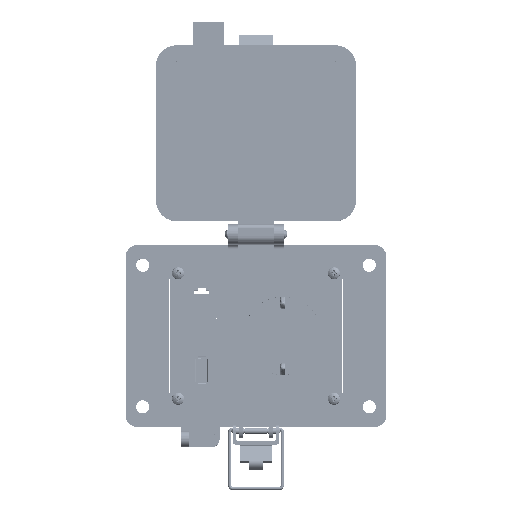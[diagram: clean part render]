
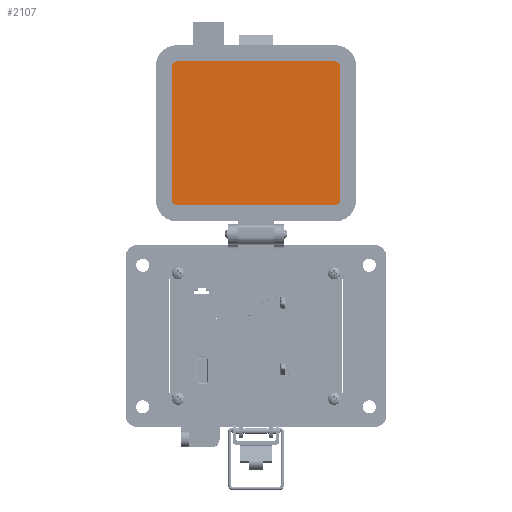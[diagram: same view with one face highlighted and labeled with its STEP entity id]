
A CAD part, top view. The second image highlights one B-rep face of the part: STEP entity #2107.
In plain terms, the highlighted planar face has unit normal (0, 0, 1).
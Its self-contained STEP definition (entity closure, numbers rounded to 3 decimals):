
#2107 = ADVANCED_FACE ( 'NONE', ( #88294 ), #102874, .T. ) ;
#3712 = AXIS2_PLACEMENT_3D ( 'NONE', #28657, #84220, #36613 ) ;
#4642 = CARTESIAN_POINT ( 'NONE',  ( 39.871, 130.108, 19.202 ) ) ;
#5004 = EDGE_CURVE ( 'NONE', #8147, #94995, #84608, .T. ) ;
#6163 = VECTOR ( 'NONE', #79786, 1000. ) ;
#7554 = LINE ( 'NONE', #52168, #47253 ) ;
#8147 = VERTEX_POINT ( 'NONE', #23383 ) ;
#9692 = AXIS2_PLACEMENT_3D ( 'NONE', #54378, #31019, #62040 ) ;
#10218 = CARTESIAN_POINT ( 'NONE',  ( 35.912, 128.688, 19.202 ) ) ;
#11274 = EDGE_CURVE ( 'NONE', #73273, #97959, #30206, .T. ) ;
#13963 = LINE ( 'NONE', #88175, #100828 ) ;
#18001 = CARTESIAN_POINT ( 'NONE',  ( -42.469, 57.705, 19.202 ) ) ;
#19555 = LINE ( 'NONE', #27795, #101381 ) ;
#21572 = EDGE_CURVE ( 'NONE', #94995, #73273, #7554, .T. ) ;
#23383 = CARTESIAN_POINT ( 'NONE',  ( 38.212, 60.004, 19.202 ) ) ;
#24770 = AXIS2_PLACEMENT_3D ( 'NONE', #4642, #65972, #101091 ) ;
#26369 = ORIENTED_EDGE ( 'NONE', *, *, #42054, .F. ) ;
#27249 = LINE ( 'NONE', #71844, #6163 ) ;
#27795 = CARTESIAN_POINT ( 'NONE',  ( -44.769, 93.196, 19.202 ) ) ;
#28657 = CARTESIAN_POINT ( 'NONE',  ( -42.469, 126.389, 19.202 ) ) ;
#30015 = ORIENTED_EDGE ( 'NONE', *, *, #21572, .F. ) ;
#30206 = CIRCLE ( 'NONE', #88514, 2.299 ) ;
#30408 = VERTEX_POINT ( 'NONE', #42344 ) ;
#30760 = DIRECTION ( 'NONE',  ( 0., 0., -1. ) ) ;
#31017 = CARTESIAN_POINT ( 'NONE',  ( -42.469, 128.688, 19.202 ) ) ;
#31019 = DIRECTION ( 'NONE',  ( 0., 0., -1. ) ) ;
#31120 = ORIENTED_EDGE ( 'NONE', *, *, #11274, .F. ) ;
#33739 = CARTESIAN_POINT ( 'NONE',  ( -42.469, 60.004, 19.202 ) ) ;
#35730 = DIRECTION ( 'NONE',  ( 0., 1., 0. ) ) ;
#36613 = DIRECTION ( 'NONE',  ( 0., -1., 0. ) ) ;
#38276 = CIRCLE ( 'NONE', #50530, 2.299 ) ;
#40625 = DIRECTION ( 'NONE',  ( 0., -1., 0. ) ) ;
#41733 = DIRECTION ( 'NONE',  ( 1., 0., 0. ) ) ;
#42054 = EDGE_CURVE ( 'NONE', #74795, #70380, #27249, .T. ) ;
#42344 = CARTESIAN_POINT ( 'NONE',  ( -44.769, 126.389, 19.202 ) ) ;
#42566 = ORIENTED_EDGE ( 'NONE', *, *, #53919, .F. ) ;
#43723 = CIRCLE ( 'NONE', #3712, 2.299 ) ;
#47253 = VECTOR ( 'NONE', #99605, 1000. ) ;
#50251 = CARTESIAN_POINT ( 'NONE',  ( 38.212, 126.389, 19.202 ) ) ;
#50530 = AXIS2_PLACEMENT_3D ( 'NONE', #78381, #30760, #86325 ) ;
#52168 = CARTESIAN_POINT ( 'NONE',  ( -3.279, 57.705, 19.202 ) ) ;
#53919 = EDGE_CURVE ( 'NONE', #79302, #8147, #13963, .T. ) ;
#54248 = ORIENTED_EDGE ( 'NONE', *, *, #5004, .F. ) ;
#54378 = CARTESIAN_POINT ( 'NONE',  ( 35.912, 60.004, 19.202 ) ) ;
#62040 = DIRECTION ( 'NONE',  ( 0., -1., 0. ) ) ;
#65972 = DIRECTION ( 'NONE',  ( 0., 0., 1. ) ) ;
#69365 = CARTESIAN_POINT ( 'NONE',  ( -44.769, 60.004, 19.202 ) ) ;
#70380 = VERTEX_POINT ( 'NONE', #10218 ) ;
#71844 = CARTESIAN_POINT ( 'NONE',  ( -3.279, 128.688, 19.202 ) ) ;
#73273 = VERTEX_POINT ( 'NONE', #18001 ) ;
#74795 = VERTEX_POINT ( 'NONE', #31017 ) ;
#74957 = EDGE_LOOP ( 'NONE', ( #54248, #42566, #96409, #26369, #80109, #94064, #31120, #30015 ) ) ;
#78381 = CARTESIAN_POINT ( 'NONE',  ( 35.912, 126.389, 19.202 ) ) ;
#79302 = VERTEX_POINT ( 'NONE', #50251 ) ;
#79786 = DIRECTION ( 'NONE',  ( 1., 0., 0. ) ) ;
#80109 = ORIENTED_EDGE ( 'NONE', *, *, #89621, .F. ) ;
#81282 = EDGE_CURVE ( 'NONE', #97959, #30408, #19555, .T. ) ;
#84220 = DIRECTION ( 'NONE',  ( 0., 0., -1. ) ) ;
#84608 = CIRCLE ( 'NONE', #9692, 2.299 ) ;
#86325 = DIRECTION ( 'NONE',  ( 1., 0., 0. ) ) ;
#88175 = CARTESIAN_POINT ( 'NONE',  ( 38.212, 93.196, 19.202 ) ) ;
#88294 = FACE_OUTER_BOUND ( 'NONE', #74957, .T. ) ;
#88514 = AXIS2_PLACEMENT_3D ( 'NONE', #33739, #89288, #41733 ) ;
#89288 = DIRECTION ( 'NONE',  ( 0., 0., -1. ) ) ;
#89621 = EDGE_CURVE ( 'NONE', #30408, #74795, #43723, .T. ) ;
#92341 = CARTESIAN_POINT ( 'NONE',  ( 35.912, 57.705, 19.202 ) ) ;
#94064 = ORIENTED_EDGE ( 'NONE', *, *, #81282, .F. ) ;
#94995 = VERTEX_POINT ( 'NONE', #92341 ) ;
#96409 = ORIENTED_EDGE ( 'NONE', *, *, #101398, .F. ) ;
#97959 = VERTEX_POINT ( 'NONE', #69365 ) ;
#99605 = DIRECTION ( 'NONE',  ( -1., 0., 0. ) ) ;
#100828 = VECTOR ( 'NONE', #40625, 1000. ) ;
#101091 = DIRECTION ( 'NONE',  ( -1., 0., 0. ) ) ;
#101381 = VECTOR ( 'NONE', #35730, 1000. ) ;
#101398 = EDGE_CURVE ( 'NONE', #70380, #79302, #38276, .T. ) ;
#102874 = PLANE ( 'NONE',  #24770 ) ;
